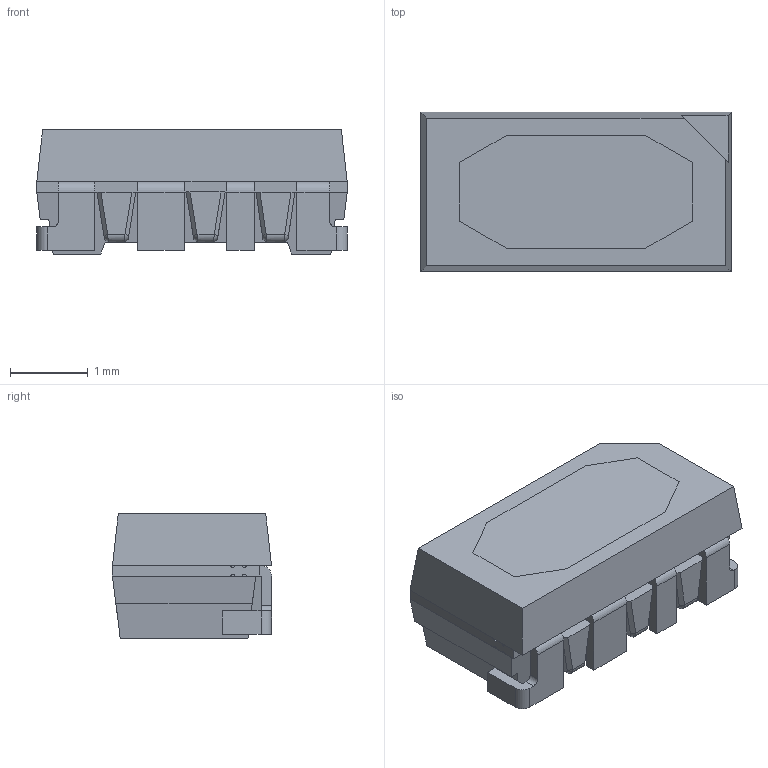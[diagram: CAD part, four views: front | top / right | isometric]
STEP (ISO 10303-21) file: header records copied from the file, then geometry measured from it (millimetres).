
FILE_DESCRIPTION(('FreeCAD Model'),'2;1');
FILE_NAME('Open CASCADE Shape Model','2023-05-12T18:11:12',(''),(''), 'Open CASCADE STEP processor 7.5','FreeCAD','Unknown');
FILE_SCHEMA(('AUTOMOTIVE_DESIGN { 1 0 10303 214 1 1 1 1 }'));
Length unit declared in the file: millimetre
Products named in the file (1): IN-PI42TASPRPGPB
Bounding box: 4 x 2.05 x 1.6 mm (x, y, z)
Volume: 11.3 mm3; surface area: 52.5 mm2
Topology: 3 solids, 3 shells, 148 faces, 1197 edges, 3450 vertices
Faces by surface type: plane 123, cylinder 19, bspline 6
Entity records: 21426 total; most frequent: CARTESIAN_POINT 6719, DIRECTION 2256, LINE 1754, VECTOR 1754, GEOMETRIC_CURVE_SET 799, ORIENTED_EDGE 798, PCURVE 798, DEFINITIONAL_REPRESENTATION 798
